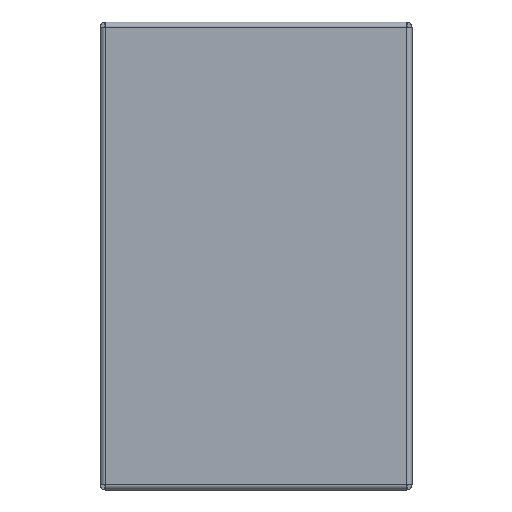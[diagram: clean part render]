
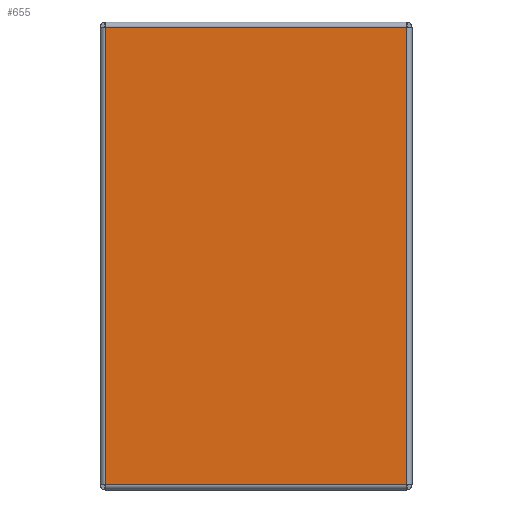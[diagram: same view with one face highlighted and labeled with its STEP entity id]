
A CAD part, front view. The second image highlights one B-rep face of the part: STEP entity #655.
In plain terms, the highlighted planar face has unit normal (0, -1, 0).
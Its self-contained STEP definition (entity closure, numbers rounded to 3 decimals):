
#655 = ADVANCED_FACE( '', ( #1423 ), #1424, .T. );
#1423 = FACE_OUTER_BOUND( '', #6660, .T. );
#1424 = PLANE( '', #6661 );
#6660 = EDGE_LOOP( '', ( #11890, #11891, #11892, #11893 ) );
#6661 = AXIS2_PLACEMENT_3D( '', #11894, #11895, #11896 );
#11890 = ORIENTED_EDGE( '', *, *, #13314, .T. );
#11891 = ORIENTED_EDGE( '', *, *, #13061, .T. );
#11892 = ORIENTED_EDGE( '', *, *, #13240, .T. );
#11893 = ORIENTED_EDGE( '', *, *, #13315, .T. );
#11894 = CARTESIAN_POINT( '', ( 0., 0., 0. ) );
#11895 = DIRECTION( '', ( 0., -1., 0. ) );
#11896 = DIRECTION( '', ( 0., 0., -1. ) );
#13061 = EDGE_CURVE( '', #14090, #13758, #14149, .T. );
#13240 = EDGE_CURVE( '', #13758, #13633, #14377, .T. );
#13314 = EDGE_CURVE( '', #13606, #14090, #14458, .T. );
#13315 = EDGE_CURVE( '', #13633, #13606, #14459, .T. );
#13606 = VERTEX_POINT( '', #14951 );
#13633 = VERTEX_POINT( '', #14984 );
#13758 = VERTEX_POINT( '', #15308 );
#14090 = VERTEX_POINT( '', #16182 );
#14149 = LINE( '', #16361, #16362 );
#14377 = LINE( '', #17089, #17090 );
#14458 = LINE( '', #17329, #17330 );
#14459 = LINE( '', #17331, #17332 );
#14951 = CARTESIAN_POINT( '', ( -98.12, 0., -148.92 ) );
#14984 = CARTESIAN_POINT( '', ( -98.12, 0., 148.92 ) );
#15308 = CARTESIAN_POINT( '', ( 98.12, 0., 148.92 ) );
#16182 = CARTESIAN_POINT( '', ( 98.12, 0., -148.92 ) );
#16361 = CARTESIAN_POINT( '', ( 98.12, 0., -152.4 ) );
#16362 = VECTOR( '', #18134, 1000. );
#17089 = CARTESIAN_POINT( '', ( -98.12, 0., 148.92 ) );
#17090 = VECTOR( '', #18274, 1000. );
#17329 = CARTESIAN_POINT( '', ( 98.12, 0., -148.92 ) );
#17330 = VECTOR( '', #18323, 1000. );
#17331 = CARTESIAN_POINT( '', ( -98.12, 0., 152.4 ) );
#17332 = VECTOR( '', #18324, 1000. );
#18134 = DIRECTION( '', ( 0., 0., 1. ) );
#18274 = DIRECTION( '', ( -1., 0., 0. ) );
#18323 = DIRECTION( '', ( 1., 0., 0. ) );
#18324 = DIRECTION( '', ( 0., 0., -1. ) );
